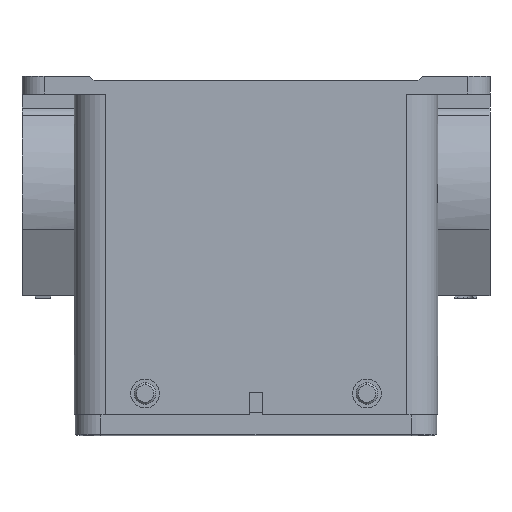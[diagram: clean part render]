
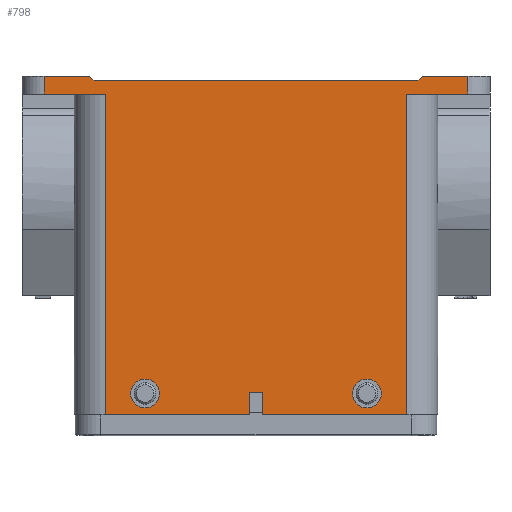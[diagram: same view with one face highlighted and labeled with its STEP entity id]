
A CAD part, front view. The second image highlights one B-rep face of the part: STEP entity #798.
In plain terms, the highlighted planar face has unit normal (0, -1, 0).
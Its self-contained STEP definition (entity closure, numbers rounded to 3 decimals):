
#798=ADVANCED_FACE('NONE',(#1338,#1339,#1340),#1149,.F.);
#1149=PLANE('',#6732);
#1338=FACE_BOUND('',#1450,.T.);
#1339=FACE_BOUND('',#1451,.T.);
#1340=FACE_BOUND('',#1452,.T.);
#1450=EDGE_LOOP('',(#2407,#2408));
#1451=EDGE_LOOP('',(#2409,#2410,#2411,#2412,#2413,#2414,#2415,#2416,#2417,
#2418,#2419,#2420,#2421,#2422,#2423,#2424));
#1452=EDGE_LOOP('',(#2425,#2426));
#1868=CIRCLE('',#6728,3.25);
#1869=CIRCLE('',#6729,3.25);
#1870=CIRCLE('',#6730,3.25);
#1871=CIRCLE('',#6731,3.25);
#2407=ORIENTED_EDGE('',*,*,#4929,.F.);
#2408=ORIENTED_EDGE('',*,*,#4930,.F.);
#2409=ORIENTED_EDGE('',*,*,#4931,.F.);
#2410=ORIENTED_EDGE('',*,*,#4932,.F.);
#2411=ORIENTED_EDGE('',*,*,#4927,.F.);
#2412=ORIENTED_EDGE('',*,*,#4856,.F.);
#2413=ORIENTED_EDGE('',*,*,#4933,.F.);
#2414=ORIENTED_EDGE('',*,*,#4861,.T.);
#2415=ORIENTED_EDGE('',*,*,#4934,.F.);
#2416=ORIENTED_EDGE('',*,*,#4870,.F.);
#2417=ORIENTED_EDGE('',*,*,#4935,.F.);
#2418=ORIENTED_EDGE('',*,*,#4936,.F.);
#2419=ORIENTED_EDGE('',*,*,#4937,.F.);
#2420=ORIENTED_EDGE('',*,*,#4938,.F.);
#2421=ORIENTED_EDGE('',*,*,#4939,.F.);
#2422=ORIENTED_EDGE('',*,*,#4940,.F.);
#2423=ORIENTED_EDGE('',*,*,#4941,.F.);
#2424=ORIENTED_EDGE('',*,*,#4942,.F.);
#2425=ORIENTED_EDGE('',*,*,#4943,.F.);
#2426=ORIENTED_EDGE('',*,*,#4944,.F.);
#4203=VERTEX_POINT('',#9893);
#4204=VERTEX_POINT('',#9894);
#4206=VERTEX_POINT('',#9901);
#4207=VERTEX_POINT('',#9903);
#4214=VERTEX_POINT('',#9919);
#4215=VERTEX_POINT('',#9921);
#4253=VERTEX_POINT('',#10031);
#4254=VERTEX_POINT('',#10035);
#4255=VERTEX_POINT('',#10036);
#4256=VERTEX_POINT('',#10039);
#4257=VERTEX_POINT('',#10040);
#4258=VERTEX_POINT('',#10045);
#4259=VERTEX_POINT('',#10047);
#4260=VERTEX_POINT('',#10049);
#4261=VERTEX_POINT('',#10051);
#4262=VERTEX_POINT('',#10053);
#4263=VERTEX_POINT('',#10055);
#4264=VERTEX_POINT('',#10057);
#4265=VERTEX_POINT('',#10060);
#4266=VERTEX_POINT('',#10061);
#4856=EDGE_CURVE('NONE',#4203,#4204,#5724,.T.);
#4861=EDGE_CURVE('NONE',#4207,#4206,#5728,.T.);
#4870=EDGE_CURVE('NONE',#4214,#4215,#5731,.T.);
#4927=EDGE_CURVE('NONE',#4204,#4253,#5766,.T.);
#4929=EDGE_CURVE('NONE',#4254,#4255,#1868,.T.);
#4930=EDGE_CURVE('NONE',#4255,#4254,#1869,.T.);
#4931=EDGE_CURVE('NONE',#4256,#4257,#5767,.T.);
#4932=EDGE_CURVE('NONE',#4253,#4256,#5768,.T.);
#4933=EDGE_CURVE('NONE',#4207,#4203,#5769,.T.);
#4934=EDGE_CURVE('NONE',#4215,#4206,#5770,.T.);
#4935=EDGE_CURVE('NONE',#4258,#4214,#5771,.T.);
#4936=EDGE_CURVE('NONE',#4259,#4258,#5772,.T.);
#4937=EDGE_CURVE('NONE',#4260,#4259,#5773,.T.);
#4938=EDGE_CURVE('NONE',#4261,#4260,#5774,.T.);
#4939=EDGE_CURVE('NONE',#4262,#4261,#5775,.T.);
#4940=EDGE_CURVE('NONE',#4263,#4262,#5776,.T.);
#4941=EDGE_CURVE('NONE',#4264,#4263,#5777,.T.);
#4942=EDGE_CURVE('',#4257,#4264,#5778,.T.);
#4943=EDGE_CURVE('NONE',#4265,#4266,#1870,.T.);
#4944=EDGE_CURVE('NONE',#4266,#4265,#1871,.T.);
#5724=LINE('',#9892,#6198);
#5728=LINE('',#9902,#6202);
#5731=LINE('',#9920,#6205);
#5766=LINE('',#10030,#6240);
#5767=LINE('',#10038,#6241);
#5768=LINE('',#10041,#6242);
#5769=LINE('',#10042,#6243);
#5770=LINE('',#10043,#6244);
#5771=LINE('',#10044,#6245);
#5772=LINE('',#10046,#6246);
#5773=LINE('',#10048,#6247);
#5774=LINE('',#10050,#6248);
#5775=LINE('',#10052,#6249);
#5776=LINE('',#10054,#6250);
#5777=LINE('',#10056,#6251);
#5778=LINE('',#10058,#6252);
#6198=VECTOR('',#7456,1.);
#6202=VECTOR('',#7464,1.);
#6205=VECTOR('',#7481,1.);
#6240=VECTOR('',#7590,1.);
#6241=VECTOR('',#7599,1.);
#6242=VECTOR('',#7600,1.);
#6243=VECTOR('',#7601,1.);
#6244=VECTOR('',#7602,1.);
#6245=VECTOR('',#7603,1.);
#6246=VECTOR('',#7604,1.);
#6247=VECTOR('',#7605,1.);
#6248=VECTOR('',#7606,1.);
#6249=VECTOR('',#7607,1.);
#6250=VECTOR('',#7608,1.);
#6251=VECTOR('',#7609,1.);
#6252=VECTOR('',#7610,1.);
#6728=AXIS2_PLACEMENT_3D('',#10034,#7595,#7596);
#6729=AXIS2_PLACEMENT_3D('',#10037,#7597,#7598);
#6730=AXIS2_PLACEMENT_3D('',#10059,#7611,#7612);
#6731=AXIS2_PLACEMENT_3D('',#10062,#7613,#7614);
#6732=AXIS2_PLACEMENT_3D('',#10063,#7615,#7616);
#7456=DIRECTION('',(1.,0.,0.));
#7464=DIRECTION('',(-1.,0.,0.));
#7481=DIRECTION('',(1.,0.,0.));
#7590=DIRECTION('',(0.,0.,-1.));
#7595=DIRECTION('',(0.,-1.,0.));
#7596=DIRECTION('',(0.,0.,-1.));
#7597=DIRECTION('',(0.,-1.,0.));
#7598=DIRECTION('',(0.,0.,-1.));
#7599=DIRECTION('',(0.,0.,-1.));
#7600=DIRECTION('',(-1.,0.,0.));
#7601=DIRECTION('',(0.707,0.,0.707));
#7602=DIRECTION('',(0.707,0.,-0.707));
#7603=DIRECTION('',(0.,0.,1.));
#7604=DIRECTION('',(-1.,0.,0.));
#7605=DIRECTION('',(0.,0.,1.));
#7606=DIRECTION('',(-1.,0.,0.));
#7607=DIRECTION('',(0.,0.,-1.));
#7608=DIRECTION('',(-1.,0.,0.));
#7609=DIRECTION('',(0.,0.,1.));
#7610=DIRECTION('',(-1.,0.,0.));
#7611=DIRECTION('',(0.,-1.,0.));
#7612=DIRECTION('',(0.,0.,-1.));
#7613=DIRECTION('',(0.,-1.,0.));
#7614=DIRECTION('',(0.,0.,-1.));
#7615=DIRECTION('',(0.,1.,0.));
#7616=DIRECTION('',(0.,0.,1.));
#9892=CARTESIAN_POINT('',(-53.,-28.25,0.));
#9893=CARTESIAN_POINT('',(37.5,-28.25,0.));
#9894=CARTESIAN_POINT('',(47.75,-28.25,0.));
#9901=CARTESIAN_POINT('',(-36.5,-28.25,-1.));
#9902=CARTESIAN_POINT('',(-36.5,-28.25,-1.));
#9903=CARTESIAN_POINT('',(36.5,-28.25,-1.));
#9919=CARTESIAN_POINT('',(-47.75,-28.25,0.));
#9920=CARTESIAN_POINT('',(-53.,-28.25,0.));
#9921=CARTESIAN_POINT('',(-37.5,-28.25,0.));
#10030=CARTESIAN_POINT('',(47.75,-28.25,-49.816));
#10031=CARTESIAN_POINT('',(47.75,-28.25,-4.));
#10034=CARTESIAN_POINT('',(-25.,-28.25,-71.5));
#10035=CARTESIAN_POINT('',(-25.,-28.25,-74.75));
#10036=CARTESIAN_POINT('',(-25.,-28.25,-68.25));
#10037=CARTESIAN_POINT('',(-25.,-28.25,-71.5));
#10038=CARTESIAN_POINT('',(34.,-28.25,0.));
#10039=CARTESIAN_POINT('',(34.,-28.25,-4.));
#10040=CARTESIAN_POINT('',(34.,-28.25,-76.322));
#10041=CARTESIAN_POINT('',(0.,-28.25,-4.));
#10042=CARTESIAN_POINT('',(36.5,-28.25,-1.));
#10043=CARTESIAN_POINT('',(-37.5,-28.25,0.));
#10044=CARTESIAN_POINT('',(-47.75,-28.25,0.));
#10045=CARTESIAN_POINT('',(-47.75,-28.25,-4.));
#10046=CARTESIAN_POINT('',(0.,-28.25,-4.));
#10047=CARTESIAN_POINT('',(-34.,-28.25,-4.));
#10048=CARTESIAN_POINT('',(-34.,-28.25,0.));
#10049=CARTESIAN_POINT('',(-34.,-28.25,-76.322));
#10050=CARTESIAN_POINT('',(0.,-28.25,-76.322));
#10051=CARTESIAN_POINT('',(-1.5,-28.25,-76.322));
#10052=CARTESIAN_POINT('',(-1.5,-28.25,0.));
#10053=CARTESIAN_POINT('',(-1.5,-28.25,-71.322));
#10054=CARTESIAN_POINT('',(0.,-28.25,-71.322));
#10055=CARTESIAN_POINT('',(1.5,-28.25,-71.322));
#10056=CARTESIAN_POINT('',(1.5,-28.25,0.));
#10057=CARTESIAN_POINT('',(1.5,-28.25,-76.322));
#10058=CARTESIAN_POINT('',(0.,-28.25,-76.322));
#10059=CARTESIAN_POINT('',(25.,-28.25,-71.5));
#10060=CARTESIAN_POINT('',(25.,-28.25,-74.75));
#10061=CARTESIAN_POINT('',(25.,-28.25,-68.25));
#10062=CARTESIAN_POINT('',(25.,-28.25,-71.5));
#10063=CARTESIAN_POINT('',(0.,-28.25,0.));
